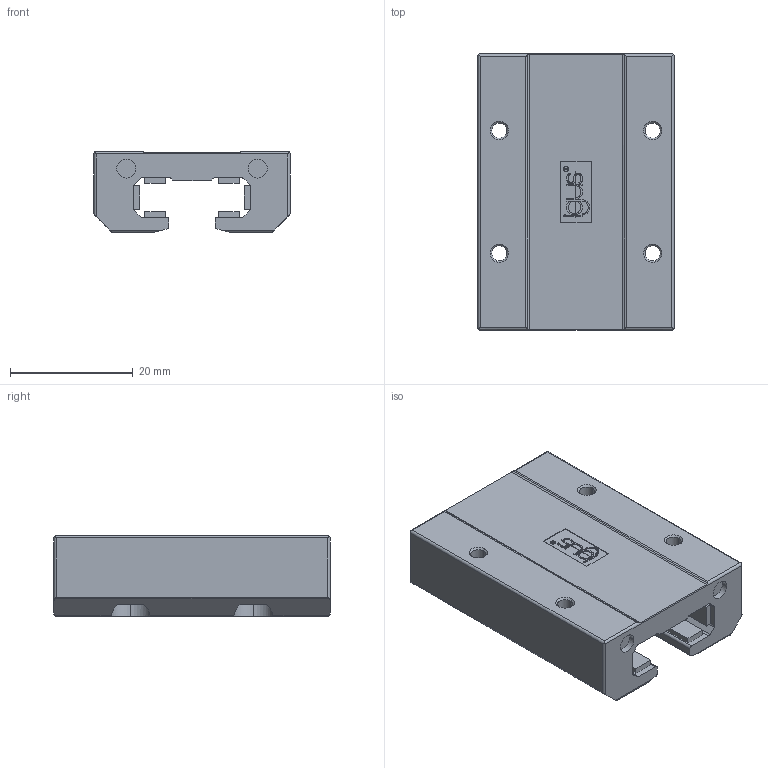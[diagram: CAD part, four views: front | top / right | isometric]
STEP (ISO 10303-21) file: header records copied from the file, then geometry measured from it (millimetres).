
FILE_DESCRIPTION(('STEP AP214'),'1');
FILE_NAME('cctmp_C8C07F43-AB91-4FF0-B0F8-DA1C401D32BE_2025_05_01_23_16_42_0896_68904..stp','2025-05-01T21:16:43',('igus GmbH'),('CADClick - www.CADClick.com'),'Spatial InterOp 3D',' ','unknown authorization');
FILE_SCHEMA(('AUTOMOTIVE_DESIGN'));
Length unit declared in the file: millimetre
Products named in the file (3): 2025_05_01_23_16_42_0833; 2025_05_01_23_16_42_0896; 2025_05_01_23_16_42_0880
Assembly tree (2 placements, depth 2):
  2025_05_01_23_16_42_0833
    2025_05_01_23_16_42_0896
    2025_05_01_23_16_42_0880
Bounding box: 32 x 45 x 13.2 mm (x, y, z)
Volume: 12758.9 mm3; surface area: 8828.9 mm2
Topology: 7 solids, 7 shells, 257 faces, 667 edges, 438 vertices
Faces by surface type: plane 144, cylinder 97, cone 16
Entity records: 10389 total; most frequent: CARTESIAN_POINT 1777, DIRECTION 1349, ORIENTED_EDGE 1334, EDGE_CURVE 667, AXIS2_PLACEMENT_3D 450, LINE 449, VECTOR 449, VERTEX_POINT 438
